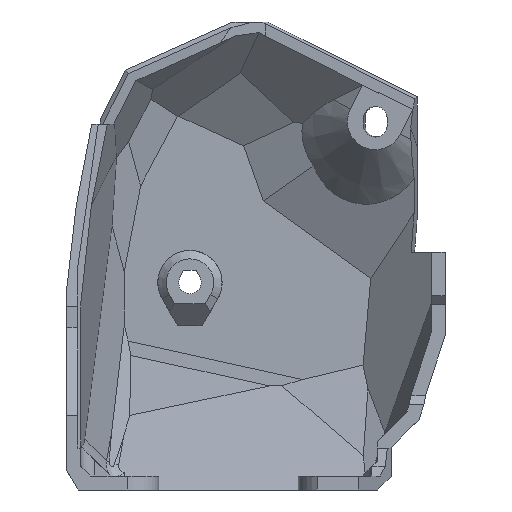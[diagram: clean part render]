
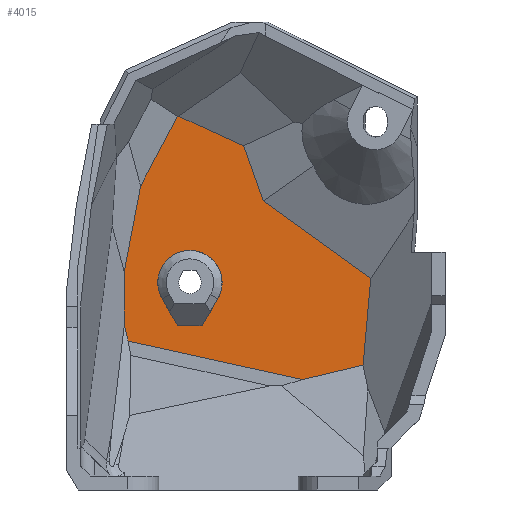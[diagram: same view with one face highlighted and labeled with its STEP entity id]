
A CAD part, left-side view. The second image highlights one B-rep face of the part: STEP entity #4015.
In plain terms, the highlighted planar face has unit normal (-1, 0, 0).
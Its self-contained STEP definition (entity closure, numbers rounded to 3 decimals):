
#22 = VECTOR ( 'NONE', #539, 1000. ) ;
#88 = CARTESIAN_POINT ( 'NONE',  ( 25., -20.843, 53.195 ) ) ;
#94 = VECTOR ( 'NONE', #4749, 1000. ) ;
#165 = ORIENTED_EDGE ( 'NONE', *, *, #2956, .T. ) ;
#171 = EDGE_CURVE ( 'NONE', #4833, #2336, #1030, .T. ) ;
#175 = ORIENTED_EDGE ( 'NONE', *, *, #4112, .T. ) ;
#182 = ORIENTED_EDGE ( 'NONE', *, *, #2018, .T. ) ;
#304 = LINE ( 'NONE', #1976, #4418 ) ;
#309 = VERTEX_POINT ( 'NONE', #1405 ) ;
#363 = DIRECTION ( 'NONE',  ( 0., 0.91, 0.415 ) ) ;
#364 = VECTOR ( 'NONE', #5051, 1000. ) ;
#403 = EDGE_LOOP ( 'NONE', ( #1774, #445, #957, #2086, #677, #3968 ) ) ;
#421 = LINE ( 'NONE', #2118, #2439 ) ;
#445 = ORIENTED_EDGE ( 'NONE', *, *, #171, .T. ) ;
#454 = VERTEX_POINT ( 'NONE', #1596 ) ;
#537 = VECTOR ( 'NONE', #2104, 1000. ) ;
#539 = DIRECTION ( 'NONE',  ( 0., 0.187, -0.982 ) ) ;
#553 = PLANE ( 'NONE',  #2220 ) ;
#627 = VERTEX_POINT ( 'NONE', #4646 ) ;
#677 = ORIENTED_EDGE ( 'NONE', *, *, #4126, .T. ) ;
#755 = CARTESIAN_POINT ( 'NONE',  ( 25., -7.72, 51.384 ) ) ;
#773 = LINE ( 'NONE', #4462, #4918 ) ;
#801 = VERTEX_POINT ( 'NONE', #4064 ) ;
#920 = EDGE_CURVE ( 'NONE', #2336, #309, #304, .T. ) ;
#946 = CARTESIAN_POINT ( 'NONE',  ( 25., -23.351, 36.894 ) ) ;
#957 = ORIENTED_EDGE ( 'NONE', *, *, #920, .T. ) ;
#962 = CARTESIAN_POINT ( 'NONE',  ( 25., -14.414, 26.956 ) ) ;
#1030 = CIRCLE ( 'NONE', #4681, 4. ) ;
#1036 = CARTESIAN_POINT ( 'NONE',  ( 25., -34.265, 15.871 ) ) ;
#1134 = VECTOR ( 'NONE', #3404, 1000. ) ;
#1179 = DIRECTION ( 'NONE',  ( 0., 0.259, -0.966 ) ) ;
#1242 = LINE ( 'NONE', #1716, #1709 ) ;
#1341 = VECTOR ( 'NONE', #2607, 1000. ) ;
#1352 = EDGE_CURVE ( 'NONE', #3805, #454, #3553, .T. ) ;
#1366 = DIRECTION ( 'NONE',  ( 0., 0.259, 0.966 ) ) ;
#1397 = FACE_OUTER_BOUND ( 'NONE', #5134, .T. ) ;
#1405 = CARTESIAN_POINT ( 'NONE',  ( 25., -12.628, 23.861 ) ) ;
#1421 = CARTESIAN_POINT ( 'NONE',  ( 25., -3.072, 42.632 ) ) ;
#1434 = ORIENTED_EDGE ( 'NONE', *, *, #4496, .T. ) ;
#1453 = CARTESIAN_POINT ( 'NONE',  ( 25., -12.22, 21.445 ) ) ;
#1496 = VECTOR ( 'NONE', #1366, 1000. ) ;
#1592 = CARTESIAN_POINT ( 'NONE',  ( 25., -0.113, 21.565 ) ) ;
#1596 = CARTESIAN_POINT ( 'NONE',  ( 25., -6.373, 23.861 ) ) ;
#1600 = DIRECTION ( 'NONE',  ( 0., 0.335, 0.942 ) ) ;
#1638 = VERTEX_POINT ( 'NONE', #1036 ) ;
#1695 = DIRECTION ( 'NONE',  ( 0., 0.5, 0.866 ) ) ;
#1704 = ORIENTED_EDGE ( 'NONE', *, *, #1934, .T. ) ;
#1709 = VECTOR ( 'NONE', #2966, 1000. ) ;
#1716 = CARTESIAN_POINT ( 'NONE',  ( 25., -15.749, 11.431 ) ) ;
#1734 = CARTESIAN_POINT ( 'NONE',  ( 25., -0.113, 45. ) ) ;
#1736 = LINE ( 'NONE', #962, #94 ) ;
#1774 = ORIENTED_EDGE ( 'NONE', *, *, #2871, .T. ) ;
#1893 = LINE ( 'NONE', #1421, #4107 ) ;
#1934 = EDGE_CURVE ( 'NONE', #801, #2468, #3434, .T. ) ;
#1976 = CARTESIAN_POINT ( 'NONE',  ( 25., -13.364, 26.609 ) ) ;
#1984 = ORIENTED_EDGE ( 'NONE', *, *, #2988, .T. ) ;
#2018 = EDGE_CURVE ( 'NONE', #3144, #2781, #421, .T. ) ;
#2086 = ORIENTED_EDGE ( 'NONE', *, *, #2160, .T. ) ;
#2104 = DIRECTION ( 'NONE',  ( 0., -0.087, 0.996 ) ) ;
#2118 = CARTESIAN_POINT ( 'NONE',  ( 25., -27.304, 42.581 ) ) ;
#2145 = LINE ( 'NONE', #1734, #364 ) ;
#2160 = EDGE_CURVE ( 'NONE', #309, #2578, #1736, .T. ) ;
#2169 = LINE ( 'NONE', #3338, #1496 ) ;
#2189 = DIRECTION ( 'NONE',  ( 0., 0.991, -0.137 ) ) ;
#2220 = AXIS2_PLACEMENT_3D ( 'NONE', #3368, #2555, #3861 ) ;
#2283 = CARTESIAN_POINT ( 'NONE',  ( 25., -0.113, 29.224 ) ) ;
#2320 = CARTESIAN_POINT ( 'NONE',  ( 25., -11.232, 21.445 ) ) ;
#2336 = VERTEX_POINT ( 'NONE', #3678 ) ;
#2424 = EDGE_CURVE ( 'NONE', #1638, #801, #2971, .T. ) ;
#2427 = CARTESIAN_POINT ( 'NONE',  ( 25., -25.545, 13.78 ) ) ;
#2439 = VECTOR ( 'NONE', #363, 1000. ) ;
#2468 = VERTEX_POINT ( 'NONE', #2890 ) ;
#2492 = EDGE_CURVE ( 'NONE', #4486, #3756, #3926, .T. ) ;
#2555 = DIRECTION ( 'NONE',  ( 1., 0., 0. ) ) ;
#2578 = VERTEX_POINT ( 'NONE', #2320 ) ;
#2607 = DIRECTION ( 'NONE',  ( 0., -0.232, -0.973 ) ) ;
#2739 = VERTEX_POINT ( 'NONE', #1592 ) ;
#2781 = VERTEX_POINT ( 'NONE', #4040 ) ;
#2871 = EDGE_CURVE ( 'NONE', #454, #4833, #2169, .T. ) ;
#2890 = CARTESIAN_POINT ( 'NONE',  ( 25., -19.972, 39.325 ) ) ;
#2956 = EDGE_CURVE ( 'NONE', #3756, #2739, #2145, .T. ) ;
#2959 = CARTESIAN_POINT ( 'NONE',  ( 25., 1.609, 28.786 ) ) ;
#2966 = DIRECTION ( 'NONE',  ( 0., -0.972, 0.233 ) ) ;
#2971 = LINE ( 'NONE', #4954, #537 ) ;
#2988 = EDGE_CURVE ( 'NONE', #4764, #4486, #1893, .T. ) ;
#3132 = CARTESIAN_POINT ( 'NONE',  ( 25., -2.576, 42.143 ) ) ;
#3144 = VERTEX_POINT ( 'NONE', #4060 ) ;
#3168 = DIRECTION ( 'NONE',  ( 0., -0.976, -0.216 ) ) ;
#3338 = CARTESIAN_POINT ( 'NONE',  ( 25., -7.527, 19.554 ) ) ;
#3368 = CARTESIAN_POINT ( 'NONE',  ( 25., -15.632, 35.2 ) ) ;
#3404 = DIRECTION ( 'NONE',  ( 0., 0.812, 0.584 ) ) ;
#3434 = LINE ( 'NONE', #946, #1134 ) ;
#3459 = VERTEX_POINT ( 'NONE', #2427 ) ;
#3553 = LINE ( 'NONE', #4085, #3732 ) ;
#3557 = DIRECTION ( 'NONE',  ( 0., 0.469, -0.883 ) ) ;
#3582 = LINE ( 'NONE', #1453, #4478 ) ;
#3651 = CARTESIAN_POINT ( 'NONE',  ( 25., -9.5, 27.645 ) ) ;
#3678 = CARTESIAN_POINT ( 'NONE',  ( 25., -13.364, 26.609 ) ) ;
#3712 = DIRECTION ( 'NONE',  ( 1., 0., 0. ) ) ;
#3732 = VECTOR ( 'NONE', #1695, 1000. ) ;
#3742 = CARTESIAN_POINT ( 'NONE',  ( 25., -5.636, 26.609 ) ) ;
#3756 = VERTEX_POINT ( 'NONE', #2283 ) ;
#3782 = ORIENTED_EDGE ( 'NONE', *, *, #2424, .T. ) ;
#3805 = VERTEX_POINT ( 'NONE', #5269 ) ;
#3818 = ORIENTED_EDGE ( 'NONE', *, *, #5027, .T. ) ;
#3827 = LINE ( 'NONE', #88, #4912 ) ;
#3861 = DIRECTION ( 'NONE',  ( 0., 1., 0. ) ) ;
#3926 = LINE ( 'NONE', #3132, #22 ) ;
#3960 = EDGE_CURVE ( 'NONE', #2739, #627, #4237, .T. ) ;
#3968 = ORIENTED_EDGE ( 'NONE', *, *, #1352, .T. ) ;
#3989 = DIRECTION ( 'NONE',  ( 0., 1., 0. ) ) ;
#4015 = ADVANCED_FACE ( 'NONE', ( #4291, #1397 ), #553, .F. ) ;
#4040 = CARTESIAN_POINT ( 'NONE',  ( 25., -7.923, 51.412 ) ) ;
#4060 = CARTESIAN_POINT ( 'NONE',  ( 25., -17.171, 47.198 ) ) ;
#4064 = CARTESIAN_POINT ( 'NONE',  ( 25., -35.349, 28.261 ) ) ;
#4085 = CARTESIAN_POINT ( 'NONE',  ( 25., -4.647, 26.85 ) ) ;
#4107 = VECTOR ( 'NONE', #3557, 1000. ) ;
#4112 = EDGE_CURVE ( 'NONE', #627, #3459, #4343, .T. ) ;
#4126 = EDGE_CURVE ( 'NONE', #2578, #3805, #3582, .T. ) ;
#4176 = ORIENTED_EDGE ( 'NONE', *, *, #2492, .T. ) ;
#4237 = LINE ( 'NONE', #2959, #1341 ) ;
#4291 = FACE_BOUND ( 'NONE', #403, .T. ) ;
#4343 = LINE ( 'NONE', #4774, #5255 ) ;
#4418 = VECTOR ( 'NONE', #1179, 1000. ) ;
#4424 = ORIENTED_EDGE ( 'NONE', *, *, #5217, .T. ) ;
#4462 = CARTESIAN_POINT ( 'NONE',  ( 25., -15.278, 52.521 ) ) ;
#4478 = VECTOR ( 'NONE', #3989, 1000. ) ;
#4486 = VERTEX_POINT ( 'NONE', #5044 ) ;
#4496 = EDGE_CURVE ( 'NONE', #2781, #4764, #3827, .T. ) ;
#4646 = CARTESIAN_POINT ( 'NONE',  ( 25., -0.658, 19.282 ) ) ;
#4681 = AXIS2_PLACEMENT_3D ( 'NONE', #3651, #3712, #4928 ) ;
#4749 = DIRECTION ( 'NONE',  ( 0., 0.5, -0.866 ) ) ;
#4764 = VERTEX_POINT ( 'NONE', #755 ) ;
#4774 = CARTESIAN_POINT ( 'NONE',  ( 25., -17.117, 15.643 ) ) ;
#4833 = VERTEX_POINT ( 'NONE', #3742 ) ;
#4912 = VECTOR ( 'NONE', #2189, 1000. ) ;
#4918 = VECTOR ( 'NONE', #1600, 1000. ) ;
#4928 = DIRECTION ( 'NONE',  ( 0., 0.966, 0.259 ) ) ;
#4954 = CARTESIAN_POINT ( 'NONE',  ( 25., -34.994, 24.201 ) ) ;
#5027 = EDGE_CURVE ( 'NONE', #2468, #3144, #773, .T. ) ;
#5044 = CARTESIAN_POINT ( 'NONE',  ( 25., -2.443, 41.449 ) ) ;
#5051 = DIRECTION ( 'NONE',  ( 0., 0., -1. ) ) ;
#5134 = EDGE_LOOP ( 'NONE', ( #4424, #3782, #1704, #3818, #182, #1434, #1984, #4176, #165, #5161, #175 ) ) ;
#5161 = ORIENTED_EDGE ( 'NONE', *, *, #3960, .T. ) ;
#5217 = EDGE_CURVE ( 'NONE', #3459, #1638, #1242, .T. ) ;
#5255 = VECTOR ( 'NONE', #3168, 1000. ) ;
#5269 = CARTESIAN_POINT ( 'NONE',  ( 25., -7.768, 21.445 ) ) ;
